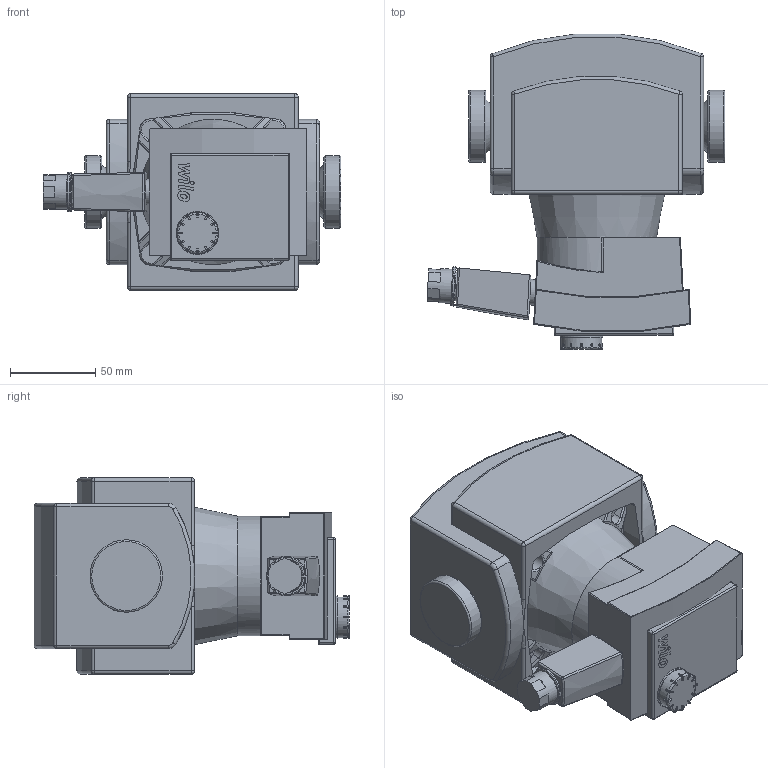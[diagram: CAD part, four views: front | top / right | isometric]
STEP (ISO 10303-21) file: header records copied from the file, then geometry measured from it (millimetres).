
FILE_DESCRIPTION(/* description */ (''),/* implementation_level */ '2;1');
FILE_NAME(/* name */ '3d_STRATOS-PICO-Z-20_1-6-4216471.stp',/* time_stamp */ '2017-09-25T15:10:08+02:00',/* author */ ('Andrzej'),/* organization */ (''),/* preprocessor_version */ 'ST-DEVELOPER v16.13',/* originating_system */ 'AutoCAD Mechanical',/* authorisation */ '');
FILE_SCHEMA (('AUTOMOTIVE_DESIGN { 1 0 10303 214 3 1 1 }'));
Length unit declared in the file: millimetre
Products named in the file (1): Product
Bounding box: 174.41 x 184.81 x 115 mm (x, y, z)
Volume: 1758054.3 mm3; surface area: 172081.1 mm2
Topology: 10 solids, 10 shells, 687 faces, 1760 edges, 1035 vertices
Faces by surface type: cylinder 254, plane 191, sphere 84, bspline 71, torus 60, cone 27
Full cylindrical faces by diameter (mm): 15 x1, 17 x1, 20 x1, 23 x1, 24 x1, 25 x1, 26.9 x1, 42.4 x2, 70 x1
Entity records: 22961 total; most frequent: CARTESIAN_POINT 6965, DIRECTION 3363, ORIENTED_EDGE 3340, EDGE_CURVE 1670, AXIS2_PLACEMENT_3D 1318, VERTEX_POINT 1031, LINE 727, VECTOR 727
